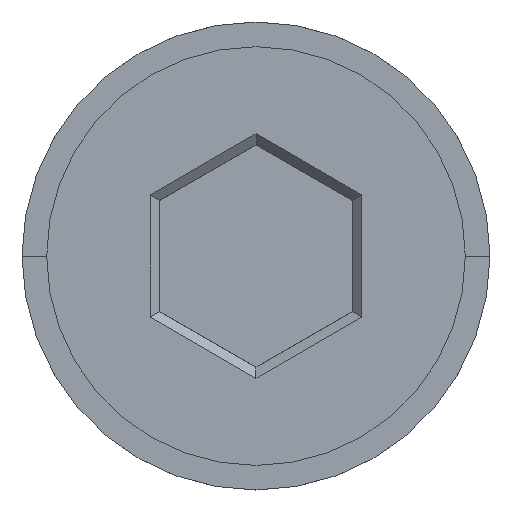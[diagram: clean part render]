
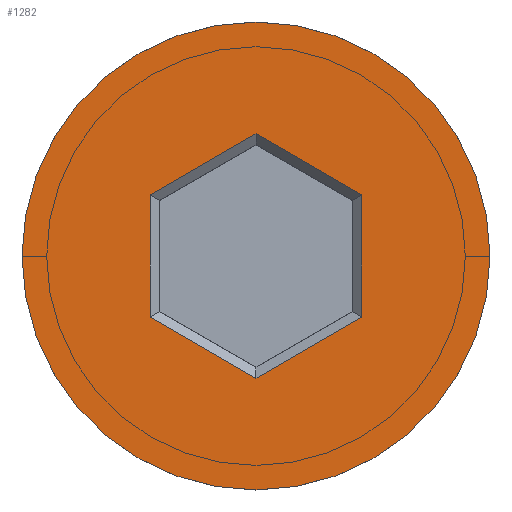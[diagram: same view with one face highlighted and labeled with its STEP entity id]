
A CAD part, top view. The second image highlights one B-rep face of the part: STEP entity #1282.
In plain terms, the highlighted planar face has unit normal (0, 0, 1).
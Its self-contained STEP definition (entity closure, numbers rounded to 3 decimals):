
#31 = LINE ( 'NONE', #926, #1233 ) ;
#38 = LINE ( 'NONE', #702, #841 ) ;
#92 = EDGE_CURVE ( 'NONE', #1323, #868, #753, .T. ) ;
#128 = DIRECTION ( 'NONE',  ( -0.866, 0.5, 0. ) ) ;
#150 = DIRECTION ( 'NONE',  ( 0.866, 0.5, 0. ) ) ;
#156 = DIRECTION ( 'NONE',  ( -0.866, -0.5, 0. ) ) ;
#170 = CARTESIAN_POINT ( 'NONE',  ( 0., 2.483, 0. ) ) ;
#182 = EDGE_CURVE ( 'NONE', #971, #1001, #679, .T. ) ;
#203 = ORIENTED_EDGE ( 'NONE', *, *, #1066, .T. ) ;
#218 = LINE ( 'NONE', #497, #644 ) ;
#238 = EDGE_CURVE ( 'NONE', #325, #527, #38, .T. ) ;
#246 = ORIENTED_EDGE ( 'NONE', *, *, #818, .T. ) ;
#325 = VERTEX_POINT ( 'NONE', #1437 ) ;
#398 = FACE_OUTER_BOUND ( 'NONE', #1398, .T. ) ;
#402 = DIRECTION ( 'NONE',  ( 0., 0., 1. ) ) ;
#425 = VERTEX_POINT ( 'NONE', #170 ) ;
#427 = CARTESIAN_POINT ( 'NONE',  ( 0., -2.483, 0. ) ) ;
#451 = DIRECTION ( 'NONE',  ( 0., 0., 1. ) ) ;
#497 = CARTESIAN_POINT ( 'NONE',  ( -0.1, 2.425, 0. ) ) ;
#500 = FACE_BOUND ( 'NONE', #1129, .T. ) ;
#501 = CARTESIAN_POINT ( 'NONE',  ( 2.15, -1.126, 0. ) ) ;
#512 = VECTOR ( 'NONE', #924, 1000. ) ;
#527 = VERTEX_POINT ( 'NONE', #427 ) ;
#531 = VERTEX_POINT ( 'NONE', #856 ) ;
#535 = CIRCLE ( 'NONE', #983, 4.75 ) ;
#630 = DIRECTION ( 'NONE',  ( 0., 0., 1. ) ) ;
#638 = CARTESIAN_POINT ( 'NONE',  ( -2.15, -1.241, 0. ) ) ;
#644 = VECTOR ( 'NONE', #150, 1000. ) ;
#647 = CARTESIAN_POINT ( 'NONE',  ( -2.15, 1.241, 0. ) ) ;
#679 = LINE ( 'NONE', #778, #1270 ) ;
#701 = LINE ( 'NONE', #501, #512 ) ;
#702 = CARTESIAN_POINT ( 'NONE',  ( 0.1, -2.425, 0. ) ) ;
#716 = EDGE_CURVE ( 'NONE', #1001, #425, #218, .T. ) ;
#719 = EDGE_CURVE ( 'NONE', #531, #325, #701, .T. ) ;
#725 = ORIENTED_EDGE ( 'NONE', *, *, #238, .T. ) ;
#753 = CIRCLE ( 'NONE', #1138, 4.75 ) ;
#778 = CARTESIAN_POINT ( 'NONE',  ( -2.15, 1.126, 0. ) ) ;
#785 = AXIS2_PLACEMENT_3D ( 'NONE', #837, #402, #1145 ) ;
#818 = EDGE_CURVE ( 'NONE', #527, #971, #1025, .T. ) ;
#824 = VECTOR ( 'NONE', #128, 1000. ) ;
#837 = CARTESIAN_POINT ( 'NONE',  ( 0., 0., 0. ) ) ;
#841 = VECTOR ( 'NONE', #156, 1000. ) ;
#856 = CARTESIAN_POINT ( 'NONE',  ( 2.15, 1.241, 0. ) ) ;
#859 = CARTESIAN_POINT ( 'NONE',  ( 0., 0., 0. ) ) ;
#868 = VERTEX_POINT ( 'NONE', #1236 ) ;
#871 = DIRECTION ( 'NONE',  ( 0., 1., 0. ) ) ;
#924 = DIRECTION ( 'NONE',  ( 0., -1., 0. ) ) ;
#926 = CARTESIAN_POINT ( 'NONE',  ( 2.05, 1.299, 0. ) ) ;
#940 = ORIENTED_EDGE ( 'NONE', *, *, #182, .T. ) ;
#971 = VERTEX_POINT ( 'NONE', #638 ) ;
#983 = AXIS2_PLACEMENT_3D ( 'NONE', #859, #451, #1088 ) ;
#998 = ORIENTED_EDGE ( 'NONE', *, *, #719, .T. ) ;
#1001 = VERTEX_POINT ( 'NONE', #647 ) ;
#1025 = LINE ( 'NONE', #1356, #824 ) ;
#1048 = PLANE ( 'NONE',  #785 ) ;
#1057 = DIRECTION ( 'NONE',  ( 1., 0., 0. ) ) ;
#1063 = ORIENTED_EDGE ( 'NONE', *, *, #716, .T. ) ;
#1066 = EDGE_CURVE ( 'NONE', #868, #1323, #535, .T. ) ;
#1088 = DIRECTION ( 'NONE',  ( 1., 0., 0. ) ) ;
#1129 = EDGE_LOOP ( 'NONE', ( #246, #940, #1063, #1310, #998, #725 ) ) ;
#1138 = AXIS2_PLACEMENT_3D ( 'NONE', #1160, #630, #1057 ) ;
#1145 = DIRECTION ( 'NONE',  ( 1., 0., 0. ) ) ;
#1160 = CARTESIAN_POINT ( 'NONE',  ( 0., 0., 0. ) ) ;
#1165 = CARTESIAN_POINT ( 'NONE',  ( -4.75, 0., 0. ) ) ;
#1233 = VECTOR ( 'NONE', #1361, 1000. ) ;
#1236 = CARTESIAN_POINT ( 'NONE',  ( 4.75, 0., 0. ) ) ;
#1270 = VECTOR ( 'NONE', #871, 1000. ) ;
#1282 = ADVANCED_FACE ( 'NONE', ( #500, #398 ), #1048, .T. ) ;
#1310 = ORIENTED_EDGE ( 'NONE', *, *, #1381, .T. ) ;
#1323 = VERTEX_POINT ( 'NONE', #1165 ) ;
#1356 = CARTESIAN_POINT ( 'NONE',  ( -2.05, -1.299, 0. ) ) ;
#1361 = DIRECTION ( 'NONE',  ( 0.866, -0.5, 0. ) ) ;
#1381 = EDGE_CURVE ( 'NONE', #425, #531, #31, .T. ) ;
#1398 = EDGE_LOOP ( 'NONE', ( #203, #1409 ) ) ;
#1409 = ORIENTED_EDGE ( 'NONE', *, *, #92, .T. ) ;
#1437 = CARTESIAN_POINT ( 'NONE',  ( 2.15, -1.241, 0. ) ) ;
